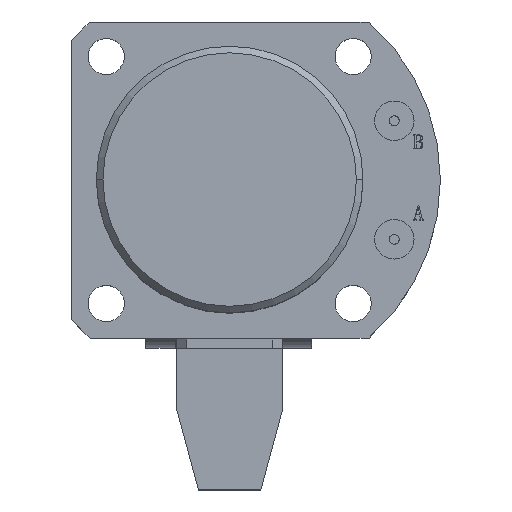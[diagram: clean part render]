
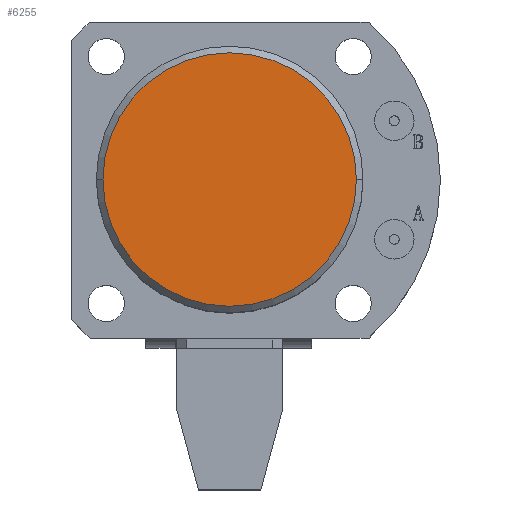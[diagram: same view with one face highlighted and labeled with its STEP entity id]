
A CAD part, top view. The second image highlights one B-rep face of the part: STEP entity #6255.
In plain terms, the highlighted planar face has unit normal (0, 0, 1).
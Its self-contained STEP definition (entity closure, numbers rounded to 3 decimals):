
#914 = ORIENTED_EDGE ( 'NONE', *, *, #3150, .T. ) ;
#2787 = CIRCLE ( 'NONE', #8168, 38.5 ) ;
#3150 = EDGE_CURVE ( 'NONE', #5344, #6890, #4286, .T. ) ;
#3711 = DIRECTION ( 'NONE',  ( 1., 0., 0. ) ) ;
#3712 = DIRECTION ( 'NONE',  ( 0., 0., 1. ) ) ;
#3713 = CARTESIAN_POINT ( 'NONE',  ( 0., 0., 111. ) ) ;
#4286 = CIRCLE ( 'NONE', #8038, 38.5 ) ;
#5344 = VERTEX_POINT ( 'NONE', #5761 ) ;
#5761 = CARTESIAN_POINT ( 'NONE',  ( 38.5, 0., 111. ) ) ;
#6036 = CARTESIAN_POINT ( 'NONE',  ( -38.5, 0., 111. ) ) ;
#6255 = ADVANCED_FACE ( 'NONE', ( #9518 ), #7648, .T. ) ;
#6890 = VERTEX_POINT ( 'NONE', #6036 ) ;
#6946 = EDGE_LOOP ( 'NONE', ( #7770, #914 ) ) ;
#7637 = DIRECTION ( 'NONE',  ( 0., 0., 1. ) ) ;
#7648 = PLANE ( 'NONE',  #8264 ) ;
#7661 = CARTESIAN_POINT ( 'NONE',  ( 0., 0., 111. ) ) ;
#7673 = DIRECTION ( 'NONE',  ( 1., 0., 0. ) ) ;
#7770 = ORIENTED_EDGE ( 'NONE', *, *, #8646, .T. ) ;
#8038 = AXIS2_PLACEMENT_3D ( 'NONE', #9231, #9230, #9229 ) ;
#8168 = AXIS2_PLACEMENT_3D ( 'NONE', #3713, #3712, #3711 ) ;
#8264 = AXIS2_PLACEMENT_3D ( 'NONE', #7661, #7637, #7673 ) ;
#8646 = EDGE_CURVE ( 'NONE', #6890, #5344, #2787, .T. ) ;
#9229 = DIRECTION ( 'NONE',  ( 1., 0., 0. ) ) ;
#9230 = DIRECTION ( 'NONE',  ( 0., 0., 1. ) ) ;
#9231 = CARTESIAN_POINT ( 'NONE',  ( 0., 0., 111. ) ) ;
#9518 = FACE_OUTER_BOUND ( 'NONE', #6946, .T. ) ;
